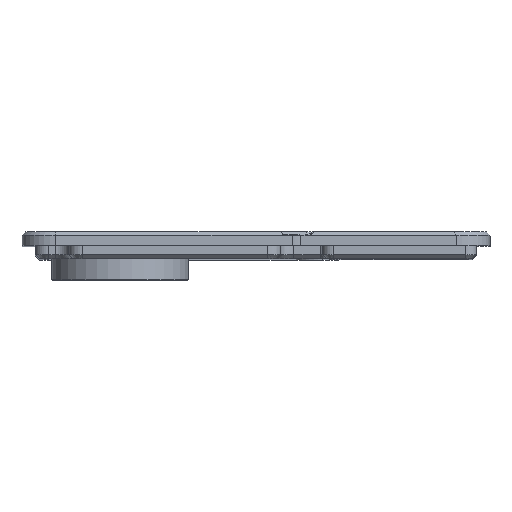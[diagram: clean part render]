
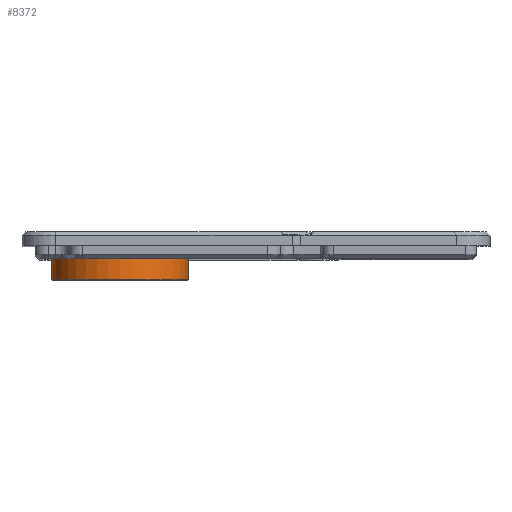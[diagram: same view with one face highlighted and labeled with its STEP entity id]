
A CAD part, top view. The second image highlights one B-rep face of the part: STEP entity #8372.
In plain terms, the highlighted cylindrical face has radius 10.25 mm (diameter 20.5 mm), a full revolution.
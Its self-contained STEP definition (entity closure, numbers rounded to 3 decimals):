
#1322=FACE_OUTER_BOUND('',#1822,.T.);
#1822=EDGE_LOOP('',(#7699,#7700,#7701,#7702));
#1982=CIRCLE('',#8742,10.25);
#1984=CIRCLE('',#8748,10.25);
#2640=LINE('',#16253,#3330);
#3330=VECTOR('',#10082,10.25);
#4171=VERTEX_POINT('',#16241);
#4173=VERTEX_POINT('',#16252);
#5371=EDGE_CURVE('',#4171,#4171,#1982,.T.);
#5376=EDGE_CURVE('',#4171,#4173,#2640,.T.);
#5377=EDGE_CURVE('',#4173,#4173,#1984,.T.);
#7699=ORIENTED_EDGE('',*,*,#5371,.F.);
#7700=ORIENTED_EDGE('',*,*,#5376,.T.);
#7701=ORIENTED_EDGE('',*,*,#5377,.F.);
#7702=ORIENTED_EDGE('',*,*,#5376,.F.);
#7947=CYLINDRICAL_SURFACE('',#8747,10.25);
#8372=ADVANCED_FACE('',(#1322),#7947,.T.);
#8742=AXIS2_PLACEMENT_3D('',#16242,#10067,#10068);
#8747=AXIS2_PLACEMENT_3D('',#16251,#10080,#10081);
#8748=AXIS2_PLACEMENT_3D('',#16254,#10083,#10084);
#10067=DIRECTION('center_axis',(0.,-1.,0.));
#10068=DIRECTION('ref_axis',(1.,0.,0.));
#10080=DIRECTION('center_axis',(0.,-1.,0.));
#10081=DIRECTION('ref_axis',(1.,0.,0.));
#10082=DIRECTION('',(0.,1.,0.));
#10083=DIRECTION('center_axis',(0.,1.,0.));
#10084=DIRECTION('ref_axis',(1.,0.,0.));
#16241=CARTESIAN_POINT('',(4.45,-5.,40.2));
#16242=CARTESIAN_POINT('Origin',(14.7,-5.,40.2));
#16251=CARTESIAN_POINT('Origin',(14.7,0.,40.2));
#16252=CARTESIAN_POINT('',(4.45,0.,40.2));
#16253=CARTESIAN_POINT('',(4.45,0.,40.2));
#16254=CARTESIAN_POINT('Origin',(14.7,0.,40.2));
